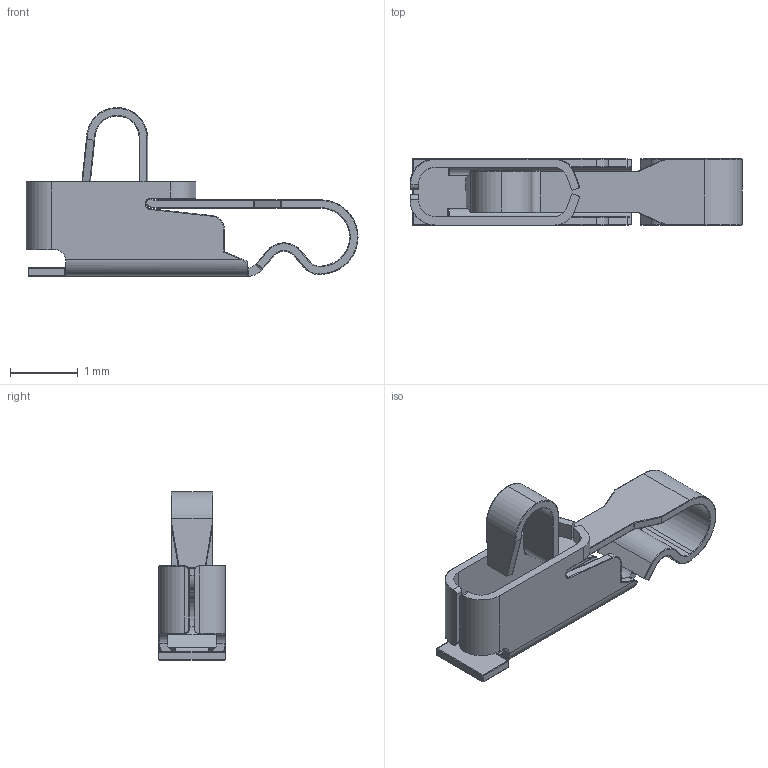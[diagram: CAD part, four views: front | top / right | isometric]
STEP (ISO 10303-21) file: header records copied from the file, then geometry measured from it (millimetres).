
FILE_DESCRIPTION (( 'STEP AP203' ), '1' );
FILE_NAME ('0180-004-DM-0046.STEP', '2017-09-14T01:22:48', ( '' ), ( '' ), 'SwSTEP 2.0', 'SolidWorks 2016', '' );
FILE_SCHEMA (( 'CONFIG_CONTROL_DESIGN' ));
Length unit declared in the file: millimetre
Products named in the file (1): 0180-004-DM-0046
Bounding box: 4.92 x 0.98 x 2.5 mm (x, y, z)
Volume: 2 mm3; surface area: 36.6 mm2
Topology: 1 solids, 1 shells, 262 faces, 654 edges, 376 vertices
Faces by surface type: cylinder 123, bspline 73, plane 66
Entity records: 8911 total; most frequent: CARTESIAN_POINT 3221, ORIENTED_EDGE 1272, DIRECTION 1053, EDGE_CURVE 636, AXIS2_PLACEMENT_3D 382, VERTEX_POINT 376, VECTOR 289, LINE 289
